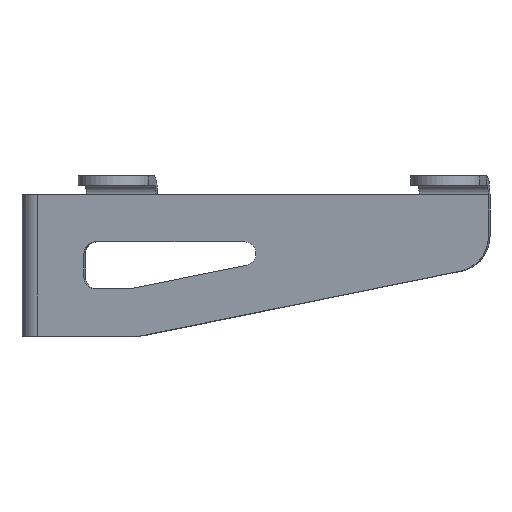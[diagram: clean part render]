
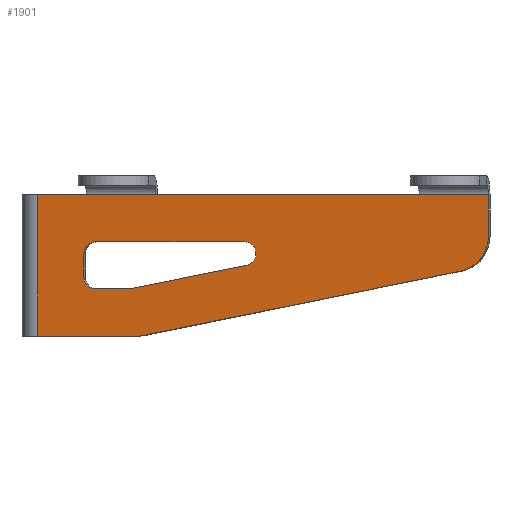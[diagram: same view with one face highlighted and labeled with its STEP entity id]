
A CAD part, left-side view. The second image highlights one B-rep face of the part: STEP entity #1901.
In plain terms, the highlighted planar face has unit normal (-0.985, 0.174, 0).
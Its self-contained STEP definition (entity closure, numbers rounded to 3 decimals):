
#26=FACE_BOUND('',#307,.T.);
#97=PLANE('',#2091);
#191=FACE_OUTER_BOUND('',#306,.T.);
#306=EDGE_LOOP('',(#1665,#1666,#1667,#1668,#1669,#1670,#1671,#1672,#1673,
#1674));
#307=EDGE_LOOP('',(#1675,#1676,#1677,#1678,#1679,#1680,#1681,#1682));
#345=LINE('',#2714,#523);
#387=LINE('',#2836,#565);
#391=LINE('',#2846,#569);
#395=LINE('',#2855,#573);
#398=LINE('',#2863,#576);
#400=LINE('',#2869,#578);
#424=LINE('',#2939,#602);
#426=LINE('',#2944,#604);
#471=LINE('',#3080,#649);
#492=LINE('',#3133,#670);
#496=LINE('',#3149,#674);
#499=LINE('',#3161,#677);
#523=VECTOR('',#2141,10.);
#565=VECTOR('',#2237,7.);
#569=VECTOR('',#2247,10.);
#573=VECTOR('',#2257,10.);
#576=VECTOR('',#2266,10.);
#578=VECTOR('',#2274,10.);
#602=VECTOR('',#2350,10.);
#604=VECTOR('',#2354,10.);
#649=VECTOR('',#2495,10.);
#670=VECTOR('',#2564,10.);
#674=VECTOR('',#2588,10.);
#677=VECTOR('',#2605,10.);
#698=CIRCLE('',#1933,15.);
#711=CIRCLE('',#1952,15.);
#717=CIRCLE('',#1963,5.);
#718=CIRCLE('',#1966,5.);
#719=CIRCLE('',#1969,5.);
#720=CIRCLE('',#1972,5.);
#791=VERTEX_POINT('',#2704);
#792=VERTEX_POINT('',#2706);
#794=VERTEX_POINT('',#2712);
#831=VERTEX_POINT('',#2795);
#847=VERTEX_POINT('',#2835);
#848=VERTEX_POINT('',#2839);
#849=VERTEX_POINT('',#2840);
#850=VERTEX_POINT('',#2845);
#851=VERTEX_POINT('',#2849);
#852=VERTEX_POINT('',#2850);
#853=VERTEX_POINT('',#2857);
#854=VERTEX_POINT('',#2858);
#855=VERTEX_POINT('',#2865);
#872=VERTEX_POINT('',#2929);
#875=VERTEX_POINT('',#2938);
#876=VERTEX_POINT('',#2942);
#877=VERTEX_POINT('',#2943);
#920=VERTEX_POINT('',#3079);
#959=EDGE_CURVE('',#791,#792,#698,.T.);
#963=EDGE_CURVE('',#794,#791,#345,.T.);
#1003=EDGE_CURVE('',#831,#794,#711,.T.);
#1023=EDGE_CURVE('',#847,#792,#387,.T.);
#1025=EDGE_CURVE('',#848,#849,#717,.T.);
#1028=EDGE_CURVE('',#850,#849,#391,.T.);
#1030=EDGE_CURVE('',#851,#852,#718,.T.);
#1033=EDGE_CURVE('',#848,#852,#395,.T.);
#1034=EDGE_CURVE('',#853,#854,#719,.T.);
#1037=EDGE_CURVE('',#851,#854,#398,.T.);
#1038=EDGE_CURVE('',#850,#855,#720,.T.);
#1040=EDGE_CURVE('',#853,#855,#400,.T.);
#1074=EDGE_CURVE('',#875,#872,#424,.T.);
#1076=EDGE_CURVE('',#876,#877,#426,.T.);
#1147=EDGE_CURVE('',#920,#875,#471,.T.);
#1172=EDGE_CURVE('',#872,#876,#492,.T.);
#1180=EDGE_CURVE('',#877,#847,#496,.T.);
#1187=EDGE_CURVE('',#831,#920,#499,.T.);
#1665=ORIENTED_EDGE('',*,*,#959,.F.);
#1666=ORIENTED_EDGE('',*,*,#963,.F.);
#1667=ORIENTED_EDGE('',*,*,#1003,.F.);
#1668=ORIENTED_EDGE('',*,*,#1187,.T.);
#1669=ORIENTED_EDGE('',*,*,#1147,.T.);
#1670=ORIENTED_EDGE('',*,*,#1074,.T.);
#1671=ORIENTED_EDGE('',*,*,#1172,.T.);
#1672=ORIENTED_EDGE('',*,*,#1076,.T.);
#1673=ORIENTED_EDGE('',*,*,#1180,.T.);
#1674=ORIENTED_EDGE('',*,*,#1023,.T.);
#1675=ORIENTED_EDGE('',*,*,#1028,.T.);
#1676=ORIENTED_EDGE('',*,*,#1025,.F.);
#1677=ORIENTED_EDGE('',*,*,#1033,.T.);
#1678=ORIENTED_EDGE('',*,*,#1030,.F.);
#1679=ORIENTED_EDGE('',*,*,#1037,.T.);
#1680=ORIENTED_EDGE('',*,*,#1034,.F.);
#1681=ORIENTED_EDGE('',*,*,#1040,.T.);
#1682=ORIENTED_EDGE('',*,*,#1038,.F.);
#1901=ADVANCED_FACE('',(#191,#26),#97,.T.);
#1933=AXIS2_PLACEMENT_3D('',#2707,#2134,#2135);
#1952=AXIS2_PLACEMENT_3D('',#2796,#2203,#2204);
#1963=AXIS2_PLACEMENT_3D('',#2841,#2241,#2242);
#1966=AXIS2_PLACEMENT_3D('',#2851,#2251,#2252);
#1969=AXIS2_PLACEMENT_3D('',#2859,#2260,#2261);
#1972=AXIS2_PLACEMENT_3D('',#2866,#2269,#2270);
#2091=AXIS2_PLACEMENT_3D('',#3164,#2609,#2610);
#2134=DIRECTION('center_axis',(0.985,-0.174,0.));
#2135=DIRECTION('ref_axis',(-0.017,-0.097,-0.995));
#2141=DIRECTION('',(0.17,0.966,-0.196));
#2203=DIRECTION('center_axis',(0.985,-0.174,0.));
#2204=DIRECTION('ref_axis',(-0.134,-0.762,-0.634));
#2237=DIRECTION('',(-0.174,-0.985,0.));
#2241=DIRECTION('center_axis',(-0.985,0.174,0.));
#2242=DIRECTION('ref_axis',(-0.173,-0.98,0.099));
#2247=DIRECTION('',(-0.174,-0.985,0.));
#2251=DIRECTION('center_axis',(-0.985,0.174,0.));
#2252=DIRECTION('ref_axis',(-0.017,-0.097,-0.995));
#2257=DIRECTION('',(0.17,0.966,-0.196));
#2260=DIRECTION('center_axis',(-0.985,0.174,0.));
#2261=DIRECTION('ref_axis',(0.123,0.696,-0.707));
#2266=DIRECTION('',(0.174,0.985,0.));
#2269=DIRECTION('center_axis',(-0.985,0.174,0.));
#2270=DIRECTION('ref_axis',(0.123,0.696,0.707));
#2274=DIRECTION('',(0.,0.,1.));
#2350=DIRECTION('',(0.174,0.985,0.));
#2354=DIRECTION('',(0.174,0.985,0.));
#2495=DIRECTION('',(0.174,0.985,0.));
#2564=DIRECTION('',(0.174,0.985,0.));
#2588=DIRECTION('',(0.,0.,-1.));
#2605=DIRECTION('',(0.,0.,1.));
#2609=DIRECTION('center_axis',(-0.985,0.174,0.));
#2610=DIRECTION('ref_axis',(0.,0.,
1.));
#2704=CARTESIAN_POINT('',(-74.965,-47.66,-37.209));
#2706=CARTESIAN_POINT('',(-74.455,-44.762,-37.5));
#2707=CARTESIAN_POINT('Origin',(-74.455,-44.762,-22.5));
#2712=CARTESIAN_POINT('',(-98.666,-182.071,-9.912));
#2714=CARTESIAN_POINT('',(-85.73,-108.708,-24.811));
#2795=CARTESIAN_POINT('',(-100.76,-193.946,4.797));
#2796=CARTESIAN_POINT('Origin',(-98.155,-179.174,4.797));
#2835=CARTESIAN_POINT('',(-67.022,-2.611,-37.5));
#2836=CARTESIAN_POINT('',(-63.203,19.046,-37.5));
#2839=CARTESIAN_POINT('',(-82.669,-91.349,-7.403));
#2840=CARTESIAN_POINT('',(-82.499,-90.383,2.5));
#2841=CARTESIAN_POINT('Origin',(-82.499,-90.383,-2.5));
#2845=CARTESIAN_POINT('',(-71.363,-27.231,2.5));
#2846=CARTESIAN_POINT('',(-76.769,-57.886,2.5));
#2849=CARTESIAN_POINT('',(-73.816,-41.142,-17.5));
#2850=CARTESIAN_POINT('',(-73.987,-42.108,-17.403));
#2851=CARTESIAN_POINT('Origin',(-73.816,-41.142,-12.5));
#2855=CARTESIAN_POINT('',(-87.146,-116.738,-2.247));
#2857=CARTESIAN_POINT('',(-70.495,-22.307,-12.5));
#2858=CARTESIAN_POINT('',(-71.363,-27.231,-17.5));
#2859=CARTESIAN_POINT('Origin',(-71.363,-27.231,-12.5));
#2863=CARTESIAN_POINT('',(-78.472,-67.548,-17.5));
#2865=CARTESIAN_POINT('',(-70.495,-22.307,-2.5));
#2866=CARTESIAN_POINT('Origin',(-71.363,-27.231,-2.5));
#2869=CARTESIAN_POINT('',(-70.495,-22.307,-12.5));
#2929=CARTESIAN_POINT('',(-75.881,-52.853,22.5));
#2938=CARTESIAN_POINT('',(-95.584,-164.596,22.5));
#2939=CARTESIAN_POINT('',(-67.022,-2.611,22.5));
#2942=CARTESIAN_POINT('',(-70.672,-23.309,22.5));
#2943=CARTESIAN_POINT('',(-67.022,-2.611,22.5));
#2944=CARTESIAN_POINT('',(-67.022,-2.611,22.5));
#3079=CARTESIAN_POINT('',(-100.76,-193.946,22.5));
#3080=CARTESIAN_POINT('',(-67.022,-2.611,22.5));
#3133=CARTESIAN_POINT('',(-67.022,-2.611,22.5));
#3149=CARTESIAN_POINT('',(-67.022,-2.611,-7.5));
#3161=CARTESIAN_POINT('',(-100.76,-193.946,22.5));
#3164=CARTESIAN_POINT('Origin',(-83.042,-93.466,-7.5));
